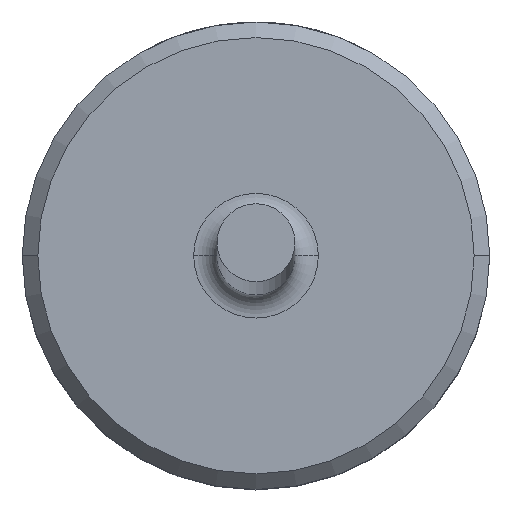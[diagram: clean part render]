
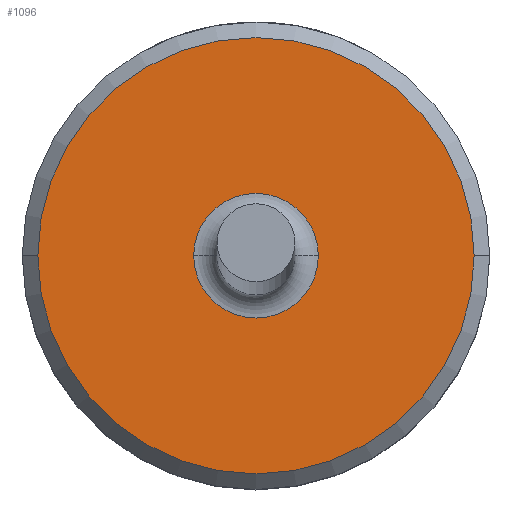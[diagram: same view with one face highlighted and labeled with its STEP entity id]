
A CAD part, top view. The second image highlights one B-rep face of the part: STEP entity #1096.
In plain terms, the highlighted planar face has unit normal (0, 0, 1).
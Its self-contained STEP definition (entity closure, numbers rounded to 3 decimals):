
#4 = ORIENTED_EDGE ( 'NONE', *, *, #218, .T. ) ;
#23 = EDGE_CURVE ( 'NONE', #201, #75, #732, .T. ) ;
#45 = DIRECTION ( 'NONE',  ( 1., 0., 0. ) ) ;
#75 = VERTEX_POINT ( 'NONE', #83 ) ;
#80 = CIRCLE ( 'NONE', #192, 2.8 ) ;
#83 = CARTESIAN_POINT ( 'NONE',  ( 2.8, 0., 4. ) ) ;
#124 = CARTESIAN_POINT ( 'NONE',  ( -2.8, 0., 4. ) ) ;
#133 = AXIS2_PLACEMENT_3D ( 'NONE', #724, #1134, #1058 ) ;
#192 = AXIS2_PLACEMENT_3D ( 'NONE', #396, #387, #309 ) ;
#201 = VERTEX_POINT ( 'NONE', #124 ) ;
#211 = DIRECTION ( 'NONE',  ( 0., 0., -1. ) ) ;
#218 = EDGE_CURVE ( 'NONE', #75, #201, #80, .T. ) ;
#278 = EDGE_CURVE ( 'NONE', #1050, #462, #527, .T. ) ;
#309 = DIRECTION ( 'NONE',  ( 1., 0., 0. ) ) ;
#387 = DIRECTION ( 'NONE',  ( 0., 0., 1. ) ) ;
#391 = EDGE_CURVE ( 'NONE', #462, #1050, #399, .T. ) ;
#396 = CARTESIAN_POINT ( 'NONE',  ( 0., 0., 4. ) ) ;
#399 = CIRCLE ( 'NONE', #912, 0.8 ) ;
#414 = CARTESIAN_POINT ( 'NONE',  ( 0., 0., 4. ) ) ;
#457 = DIRECTION ( 'NONE',  ( 1., 0., 0. ) ) ;
#462 = VERTEX_POINT ( 'NONE', #788 ) ;
#471 = DIRECTION ( 'NONE',  ( 0., 0., 1. ) ) ;
#472 = AXIS2_PLACEMENT_3D ( 'NONE', #414, #616, #45 ) ;
#473 = CARTESIAN_POINT ( 'NONE',  ( 0., 0., 4. ) ) ;
#518 = PLANE ( 'NONE',  #472 ) ;
#527 = CIRCLE ( 'NONE', #133, 0.8 ) ;
#616 = DIRECTION ( 'NONE',  ( 0., 0., 1. ) ) ;
#642 = EDGE_LOOP ( 'NONE', ( #972, #4 ) ) ;
#693 = CARTESIAN_POINT ( 'NONE',  ( -0.8, 0., 4. ) ) ;
#697 = EDGE_LOOP ( 'NONE', ( #757, #823 ) ) ;
#724 = CARTESIAN_POINT ( 'NONE',  ( 0., 0., 4. ) ) ;
#728 = AXIS2_PLACEMENT_3D ( 'NONE', #473, #471, #457 ) ;
#732 = CIRCLE ( 'NONE', #728, 2.8 ) ;
#757 = ORIENTED_EDGE ( 'NONE', *, *, #278, .T. ) ;
#769 = CARTESIAN_POINT ( 'NONE',  ( 0., 0., 4. ) ) ;
#788 = CARTESIAN_POINT ( 'NONE',  ( 0.8, 0., 4. ) ) ;
#809 = FACE_OUTER_BOUND ( 'NONE', #642, .T. ) ;
#823 = ORIENTED_EDGE ( 'NONE', *, *, #391, .T. ) ;
#836 = FACE_BOUND ( 'NONE', #697, .T. ) ;
#860 = DIRECTION ( 'NONE',  ( -1., 0., 0. ) ) ;
#912 = AXIS2_PLACEMENT_3D ( 'NONE', #769, #211, #860 ) ;
#972 = ORIENTED_EDGE ( 'NONE', *, *, #23, .T. ) ;
#1050 = VERTEX_POINT ( 'NONE', #693 ) ;
#1058 = DIRECTION ( 'NONE',  ( -1., 0., 0. ) ) ;
#1096 = ADVANCED_FACE ( 'NONE', ( #809, #836 ), #518, .T. ) ;
#1134 = DIRECTION ( 'NONE',  ( 0., 0., -1. ) ) ;
